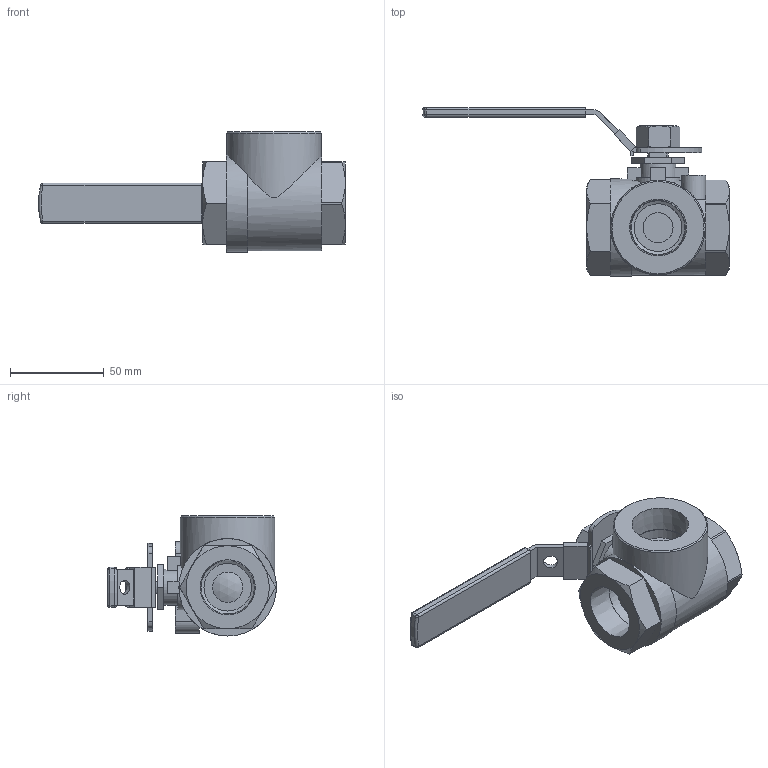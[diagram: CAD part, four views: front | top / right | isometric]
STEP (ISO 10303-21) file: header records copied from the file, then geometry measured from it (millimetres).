
FILE_DESCRIPTION(/* description */ ('Unknown'),/* implementation_level */ '2;1');
FILE_NAME(/* name */ 'DN20-Rev1',/* time_stamp */ '2021-05-07T13:10:33+08:00',/* author */ ('Unknown'),/* organization */ ('Unknown'),/* preprocessor_version */ 'ST-DEVELOPER v16.7',/* originating_system */ 'DEX',/* authorisation */ $);
FILE_SCHEMA (('AUTOMOTIVE_DESIGN {1 0 10303 214 3 1 1}'));
Length unit declared in the file: millimetre
Products named in the file (1): DN20-Rev1
Bounding box: 163.4 x 89.97 x 63.97 mm (x, y, z)
Volume: 156035.9 mm3; surface area: 40883.1 mm2
Topology: 1 solids, 1 shells, 254 faces, 652 edges, 418 vertices
Faces by surface type: plane 151, cylinder 50, cone 38, bspline 8, sphere 5, torus 2
Full cylindrical faces by diameter (mm): 4.81 x2, 7.6 x1, 12.667 x1, 16 x2, 16.213 x2, 19 x1, 25.333 x3, 28.627 x3, 50.35 x1, 51.933 x1
Entity records: 10015 total; most frequent: CARTESIAN_POINT 2309, ORIENTED_EDGE 1218, DIRECTION 1165, EDGE_CURVE 609, VERTEX_POINT 406, AXIS2_PLACEMENT_3D 402, LINE 361, VECTOR 361
